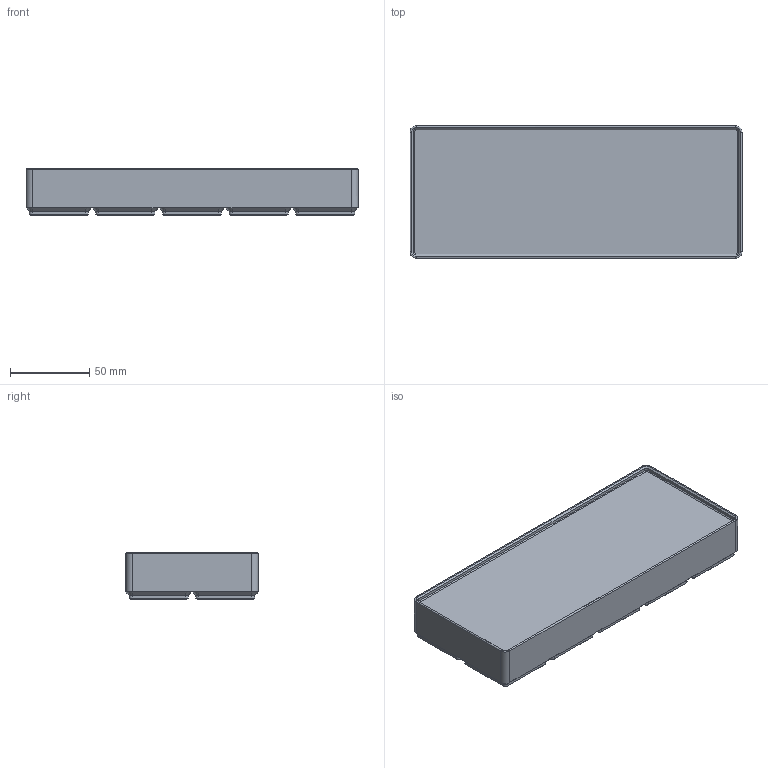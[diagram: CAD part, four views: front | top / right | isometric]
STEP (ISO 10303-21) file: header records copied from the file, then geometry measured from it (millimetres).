
FILE_DESCRIPTION(('Open CASCADE Model'),'2;1');
FILE_NAME('Open CASCADE Shape Model','2025-02-09T12:55:41',('Author'),( 'Open CASCADE'),'Open CASCADE STEP processor 7.6','Open CASCADE 7.6' ,'Unknown');
FILE_SCHEMA(('AP242_MANAGED_MODEL_BASED_3D_ENGINEERING_MIM_LF. {1 0 10303 442 1 1 4 }'));
Length unit declared in the file: millimetre
Products named in the file (1): Open CASCADE STEP translator 7.6 1
Bounding box: 209.5 x 83.5 x 29.55 mm (x, y, z)
Volume: 443654.9 mm3; surface area: 55293.3 mm2
Topology: 1 solids, 1 shells, 354 faces, 784 edges, 432 vertices
Faces by surface type: plane 174, cylinder 88, cone 88, bspline 4
Entity records: 19906 total; most frequent: CARTESIAN_POINT 3519, DIRECTION 3240, LINE 2032, VECTOR 2032, ORIENTED_EDGE 1568, PCURVE 1568, DEFINITIONAL_REPRESENTATION 1568, EDGE_CURVE 784
